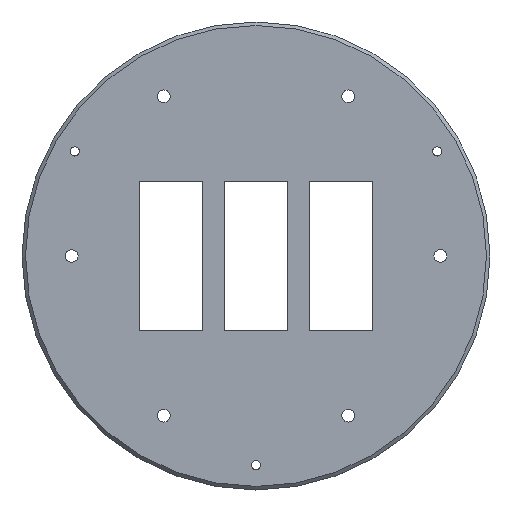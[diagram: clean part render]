
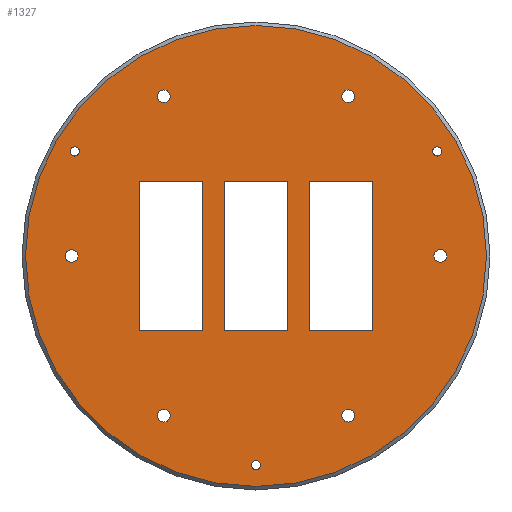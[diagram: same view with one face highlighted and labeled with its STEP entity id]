
A CAD part, top view. The second image highlights one B-rep face of the part: STEP entity #1327.
In plain terms, the highlighted planar face has unit normal (0, 0, 1).
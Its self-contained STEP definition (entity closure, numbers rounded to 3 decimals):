
#178=CARTESIAN_POINT('',(92.5,10.5,8.5));
#179=VERTEX_POINT('',#178);
#186=CARTESIAN_POINT('',(83.5,10.5,8.5));
#187=VERTEX_POINT('',#186);
#188=CARTESIAN_POINT('',(83.5,10.5,8.5));
#189=DIRECTION('',(1.,0.,0.));
#190=VECTOR('',#189,9.);
#191=LINE('',#188,#190);
#192=EDGE_CURVE('',#187,#179,#191,.T.);
#218=CARTESIAN_POINT('',(92.5,-10.5,8.5));
#219=VERTEX_POINT('',#218);
#226=CARTESIAN_POINT('',(92.5,10.5,8.5));
#227=DIRECTION('',(0.,-1.,0.));
#228=VECTOR('',#227,21.);
#229=LINE('',#226,#228);
#230=EDGE_CURVE('',#179,#219,#229,.T.);
#249=CARTESIAN_POINT('',(83.5,-10.5,8.5));
#250=VERTEX_POINT('',#249);
#257=CARTESIAN_POINT('',(92.5,-10.5,8.5));
#258=DIRECTION('',(-1.,-0.,0.));
#259=VECTOR('',#258,9.);
#260=LINE('',#257,#259);
#261=EDGE_CURVE('',#219,#250,#260,.T.);
#279=CARTESIAN_POINT('',(83.5,-10.5,8.5));
#280=DIRECTION('',(0.,1.,0.));
#281=VECTOR('',#280,21.);
#282=LINE('',#279,#281);
#283=EDGE_CURVE('',#250,#187,#282,.T.);
#302=CARTESIAN_POINT('',(116.5,10.5,8.5));
#303=VERTEX_POINT('',#302);
#310=CARTESIAN_POINT('',(107.5,10.5,8.5));
#311=VERTEX_POINT('',#310);
#312=CARTESIAN_POINT('',(116.5,10.5,8.5));
#313=DIRECTION('',(-1.,-0.,0.));
#314=VECTOR('',#313,9.);
#315=LINE('',#312,#314);
#316=EDGE_CURVE('',#303,#311,#315,.T.);
#342=CARTESIAN_POINT('',(116.5,-10.5,8.5));
#343=VERTEX_POINT('',#342);
#350=CARTESIAN_POINT('',(116.5,-10.5,8.5));
#351=DIRECTION('',(0.,1.,0.));
#352=VECTOR('',#351,21.);
#353=LINE('',#350,#352);
#354=EDGE_CURVE('',#343,#303,#353,.T.);
#373=CARTESIAN_POINT('',(107.5,-10.5,8.5));
#374=VERTEX_POINT('',#373);
#381=CARTESIAN_POINT('',(107.5,-10.5,8.5));
#382=DIRECTION('',(1.,0.,0.));
#383=VECTOR('',#382,9.);
#384=LINE('',#381,#383);
#385=EDGE_CURVE('',#374,#343,#384,.T.);
#403=CARTESIAN_POINT('',(107.5,10.5,8.5));
#404=DIRECTION('',(0.,-1.,0.));
#405=VECTOR('',#404,21.);
#406=LINE('',#403,#405);
#407=EDGE_CURVE('',#311,#374,#406,.T.);
#487=CARTESIAN_POINT('',(95.5,10.5,8.5));
#488=VERTEX_POINT('',#487);
#495=CARTESIAN_POINT('',(95.5,-10.5,8.5));
#496=VERTEX_POINT('',#495);
#497=CARTESIAN_POINT('',(95.5,-10.5,8.5));
#498=DIRECTION('',(0.,1.,0.));
#499=VECTOR('',#498,21.);
#500=LINE('',#497,#499);
#501=EDGE_CURVE('',#496,#488,#500,.T.);
#518=CARTESIAN_POINT('',(104.5,10.5,8.5));
#519=VERTEX_POINT('',#518);
#526=CARTESIAN_POINT('',(95.5,10.5,8.5));
#527=DIRECTION('',(1.,0.,0.));
#528=VECTOR('',#527,9.);
#529=LINE('',#526,#528);
#530=EDGE_CURVE('',#488,#519,#529,.T.);
#542=CARTESIAN_POINT('',(104.5,-10.5,8.5));
#543=VERTEX_POINT('',#542);
#550=CARTESIAN_POINT('',(104.5,10.5,8.5));
#551=DIRECTION('',(0.,-1.,0.));
#552=VECTOR('',#551,21.);
#553=LINE('',#550,#552);
#554=EDGE_CURVE('',#519,#543,#553,.T.);
#567=CARTESIAN_POINT('',(104.5,-10.5,8.5));
#568=DIRECTION('',(-1.,-0.,0.));
#569=VECTOR('',#568,9.);
#570=LINE('',#567,#569);
#571=EDGE_CURVE('',#543,#496,#570,.T.);
#616=CARTESIAN_POINT('',(113.899,22.516,8.5));
#617=VERTEX_POINT('',#616);
#626=CARTESIAN_POINT('',(112.999,22.516,8.5));
#627=DIRECTION('',(-0.,-0.,-1.));
#628=DIRECTION('',(1.,0.,-0.));
#629=AXIS2_PLACEMENT_3D('',#626,#627,#628);
#630=CIRCLE('',#629,0.9);
#631=EDGE_CURVE('',#617,#617,#630,.T.);
#658=CARTESIAN_POINT('',(87.899,22.515,8.5));
#659=VERTEX_POINT('',#658);
#668=CARTESIAN_POINT('',(86.999,22.515,8.5));
#669=DIRECTION('',(-0.,-0.,-1.));
#670=DIRECTION('',(1.,0.,-0.));
#671=AXIS2_PLACEMENT_3D('',#668,#669,#670);
#672=CIRCLE('',#671,0.9);
#673=EDGE_CURVE('',#659,#659,#672,.T.);
#700=CARTESIAN_POINT('',(87.901,-22.518,8.5));
#701=VERTEX_POINT('',#700);
#710=CARTESIAN_POINT('',(87.001,-22.518,8.5));
#711=DIRECTION('',(-0.,-0.,-1.));
#712=DIRECTION('',(1.,0.,-0.));
#713=AXIS2_PLACEMENT_3D('',#710,#711,#712);
#714=CIRCLE('',#713,0.9);
#715=EDGE_CURVE('',#701,#701,#714,.T.);
#742=CARTESIAN_POINT('',(74.9,-0.002,8.5));
#743=VERTEX_POINT('',#742);
#752=CARTESIAN_POINT('',(74.,-0.002,8.5));
#753=DIRECTION('',(-0.,-0.,-1.));
#754=DIRECTION('',(1.,0.,-0.));
#755=AXIS2_PLACEMENT_3D('',#752,#753,#754);
#756=CIRCLE('',#755,0.9);
#757=EDGE_CURVE('',#743,#743,#756,.T.);
#784=CARTESIAN_POINT('',(113.901,-22.517,8.5));
#785=VERTEX_POINT('',#784);
#794=CARTESIAN_POINT('',(113.001,-22.517,8.5));
#795=DIRECTION('',(-0.,-0.,-1.));
#796=DIRECTION('',(1.,0.,-0.));
#797=AXIS2_PLACEMENT_3D('',#794,#795,#796);
#798=CIRCLE('',#797,0.9);
#799=EDGE_CURVE('',#785,#785,#798,.T.);
#826=CARTESIAN_POINT('',(126.9,-0.,8.5));
#827=VERTEX_POINT('',#826);
#836=CARTESIAN_POINT('',(126.,-0.,8.5));
#837=DIRECTION('',(-0.,-0.,-1.));
#838=DIRECTION('',(1.,0.,-0.));
#839=AXIS2_PLACEMENT_3D('',#836,#837,#838);
#840=CIRCLE('',#839,0.9);
#841=EDGE_CURVE('',#827,#827,#840,.T.);
#910=CARTESIAN_POINT('',(74.127,14.187,8.5));
#911=VERTEX_POINT('',#910);
#920=CARTESIAN_POINT('',(75.102,14.75,8.5));
#921=VERTEX_POINT('',#920);
#922=CARTESIAN_POINT('',(74.452,14.75,8.5));
#923=DIRECTION('',(0.,0.,1.));
#924=DIRECTION('',(1.,0.,-0.));
#925=AXIS2_PLACEMENT_3D('',#922,#923,#924);
#926=CIRCLE('',#925,0.65);
#927=EDGE_CURVE('',#911,#921,#926,.T.);
#929=CARTESIAN_POINT('',(74.452,14.75,8.5));
#930=DIRECTION('',(0.,0.,1.));
#931=DIRECTION('',(1.,0.,-0.));
#932=AXIS2_PLACEMENT_3D('',#929,#930,#931);
#933=CIRCLE('',#932,0.65);
#934=EDGE_CURVE('',#921,#911,#933,.T.);
#961=CARTESIAN_POINT('',(125.223,15.313,8.5));
#962=VERTEX_POINT('',#961);
#971=CARTESIAN_POINT('',(126.198,14.75,8.5));
#972=VERTEX_POINT('',#971);
#973=CARTESIAN_POINT('',(125.548,14.75,8.5));
#974=DIRECTION('',(0.,0.,1.));
#975=DIRECTION('',(1.,0.,-0.));
#976=AXIS2_PLACEMENT_3D('',#973,#974,#975);
#977=CIRCLE('',#976,0.65);
#978=EDGE_CURVE('',#962,#972,#977,.T.);
#980=CARTESIAN_POINT('',(125.548,14.75,8.5));
#981=DIRECTION('',(0.,0.,1.));
#982=DIRECTION('',(1.,0.,-0.));
#983=AXIS2_PLACEMENT_3D('',#980,#981,#982);
#984=CIRCLE('',#983,0.65);
#985=EDGE_CURVE('',#972,#962,#984,.T.);
#1247=CARTESIAN_POINT('',(-100.,0.,8.5));
#1248=DIRECTION('',(0.,0.,1.));
#1249=DIRECTION('',(1.,0.,0.));
#1250=AXIS2_PLACEMENT_3D('',#1247,#1248,#1249);
#1251=PLANE('',#1250);
#1252=CARTESIAN_POINT('',(132.5,-0.,8.5));
#1253=VERTEX_POINT('',#1252);
#1254=CARTESIAN_POINT('',(67.5,0.,8.5));
#1255=VERTEX_POINT('',#1254);
#1256=CARTESIAN_POINT('',(100.,0.,8.5));
#1257=DIRECTION('',(0.,0.,1.));
#1258=DIRECTION('',(1.,0.,-0.));
#1259=AXIS2_PLACEMENT_3D('',#1256,#1257,#1258);
#1260=CIRCLE('',#1259,32.5);
#1261=EDGE_CURVE('',#1253,#1255,#1260,.T.);
#1262=ORIENTED_EDGE('',*,*,#1261,.T.);
#1263=CARTESIAN_POINT('',(100.,0.,8.5));
#1264=DIRECTION('',(0.,0.,1.));
#1265=DIRECTION('',(1.,0.,-0.));
#1266=AXIS2_PLACEMENT_3D('',#1263,#1264,#1265);
#1267=CIRCLE('',#1266,32.5);
#1268=EDGE_CURVE('',#1255,#1253,#1267,.T.);
#1269=ORIENTED_EDGE('',*,*,#1268,.T.);
#1270=EDGE_LOOP('',(#1262,#1269));
#1271=FACE_BOUND('',#1270,.T.);
#1272=ORIENTED_EDGE('',*,*,#841,.T.);
#1273=EDGE_LOOP('',(#1272));
#1274=FACE_BOUND('',#1273,.T.);
#1275=ORIENTED_EDGE('',*,*,#799,.T.);
#1276=EDGE_LOOP('',(#1275));
#1277=FACE_BOUND('',#1276,.T.);
#1278=ORIENTED_EDGE('',*,*,#757,.T.);
#1279=EDGE_LOOP('',(#1278));
#1280=FACE_BOUND('',#1279,.T.);
#1281=ORIENTED_EDGE('',*,*,#715,.T.);
#1282=EDGE_LOOP('',(#1281));
#1283=FACE_BOUND('',#1282,.T.);
#1284=ORIENTED_EDGE('',*,*,#673,.T.);
#1285=EDGE_LOOP('',(#1284));
#1286=FACE_BOUND('',#1285,.T.);
#1287=ORIENTED_EDGE('',*,*,#631,.T.);
#1288=EDGE_LOOP('',(#1287));
#1289=FACE_BOUND('',#1288,.T.);
#1290=ORIENTED_EDGE('',*,*,#927,.F.);
#1291=ORIENTED_EDGE('',*,*,#934,.F.);
#1292=EDGE_LOOP('',(#1290,#1291));
#1293=FACE_BOUND('',#1292,.T.);
#1294=ORIENTED_EDGE('',*,*,#978,.F.);
#1295=ORIENTED_EDGE('',*,*,#985,.F.);
#1296=EDGE_LOOP('',(#1294,#1295));
#1297=FACE_BOUND('',#1296,.T.);
#1298=CARTESIAN_POINT('',(100.65,-29.5,8.5));
#1299=VERTEX_POINT('',#1298);
#1300=CARTESIAN_POINT('',(100.,-29.5,8.5));
#1301=DIRECTION('',(0.,0.,1.));
#1302=DIRECTION('',(1.,0.,-0.));
#1303=AXIS2_PLACEMENT_3D('',#1300,#1301,#1302);
#1304=CIRCLE('',#1303,0.65);
#1305=EDGE_CURVE('',#1299,#1299,#1304,.T.);
#1306=ORIENTED_EDGE('',*,*,#1305,.F.);
#1307=EDGE_LOOP('',(#1306));
#1308=FACE_BOUND('',#1307,.T.);
#1309=ORIENTED_EDGE('',*,*,#407,.F.);
#1310=ORIENTED_EDGE('',*,*,#316,.F.);
#1311=ORIENTED_EDGE('',*,*,#354,.F.);
#1312=ORIENTED_EDGE('',*,*,#385,.F.);
#1313=EDGE_LOOP('',(#1309,#1310,#1311,#1312));
#1314=FACE_BOUND('',#1313,.T.);
#1315=ORIENTED_EDGE('',*,*,#261,.T.);
#1316=ORIENTED_EDGE('',*,*,#283,.T.);
#1317=ORIENTED_EDGE('',*,*,#192,.T.);
#1318=ORIENTED_EDGE('',*,*,#230,.T.);
#1319=EDGE_LOOP('',(#1315,#1316,#1317,#1318));
#1320=FACE_BOUND('',#1319,.T.);
#1321=ORIENTED_EDGE('',*,*,#554,.T.);
#1322=ORIENTED_EDGE('',*,*,#571,.T.);
#1323=ORIENTED_EDGE('',*,*,#501,.T.);
#1324=ORIENTED_EDGE('',*,*,#530,.T.);
#1325=EDGE_LOOP('',(#1321,#1322,#1323,#1324));
#1326=FACE_BOUND('',#1325,.T.);
#1327=ADVANCED_FACE('',(#1271,#1274,#1277,#1280,#1283,#1286,#1289,#1293,#1297,#1308,#1314,#1320,#1326),#1251,.T.);
